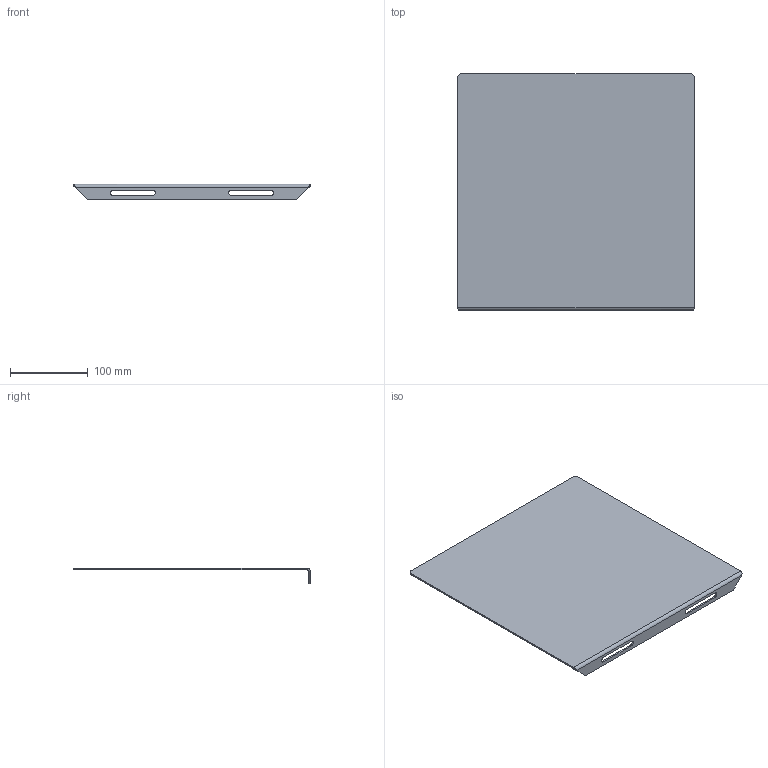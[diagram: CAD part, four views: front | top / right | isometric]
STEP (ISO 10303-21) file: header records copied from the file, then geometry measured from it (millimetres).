
FILE_DESCRIPTION (( 'STEP AP203' ), '1' );
FILE_NAME ('13.1.4.13_GZF-PDH305A_平面防护挡板，305mmx305mm.STEP', '2022-11-01T03:22:55', ( '' ), ( '' ), 'SwSTEP 2.0', 'SolidWorks 2021', '' );
FILE_SCHEMA (( 'CONFIG_CONTROL_DESIGN' ));
Length unit declared in the file: millimetre
Products named in the file (1): 13.1.4.13_GZF-PDH305A_平面防护挡板，305mmx305mm
Bounding box: 305 x 305 x 20 mm (x, y, z)
Volume: 193993.6 mm3; surface area: 196942.1 mm2
Topology: 1 solids, 1 shells, 26 faces, 68 edges, 44 vertices
Faces by surface type: plane 14, cylinder 10, bspline 2
Entity records: 1105 total; most frequent: CARTESIAN_POINT 389, ORIENTED_EDGE 136, DIRECTION 124, EDGE_CURVE 68, VERTEX_POINT 44, LINE 42, VECTOR 42, AXIS2_PLACEMENT_3D 41
